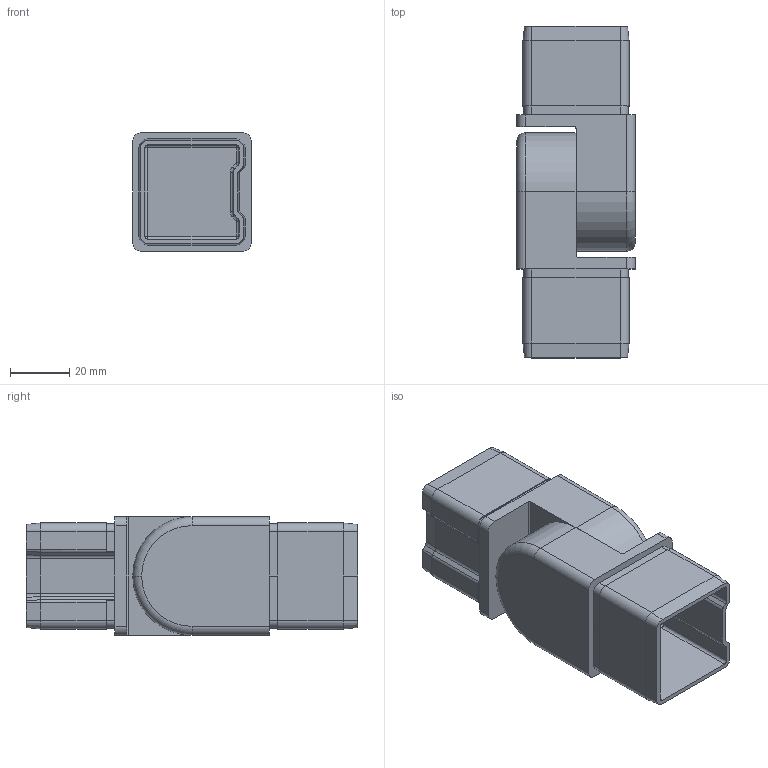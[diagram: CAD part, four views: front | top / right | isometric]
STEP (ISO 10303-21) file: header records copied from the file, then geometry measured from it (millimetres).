
FILE_DESCRIPTION (( 'STEP AP203' ), '1' );
FILE_NAME ('10114040-V2A.STEP', '2020-03-10T08:02:11', ( '' ), ( '' ), 'SwSTEP 2.0', 'SolidWorks 2015', '' );
FILE_SCHEMA (( 'CONFIG_CONTROL_DESIGN' ));
Length unit declared in the file: millimetre
Products named in the file (8): 10114040-V2A; 1011X0X0 Konfig Teil1; DIN 912 M8x20; 1011X0X0 Konfig Teil2; 1011X0X0 Konfig Teil2_10114040-V2A Teil2; 1011X0X0 Konfig Teil1_10114040-V2A Teil1; DIN 912 M8x20_DIN 912 M8x20
Assembly tree (4 placements, depth 2):
  10114040-V2A
    1011X0X0 Konfig Teil1_10114040-V2A Teil1
    1011X0X0 Konfig Teil2_10114040-V2A Teil2
    DIN 912 M8x20_DIN 912 M8x20
  10114040-V2A
    DIN 912 M8x20
  1011X0X0 Konfig Teil1
  1011X0X0 Konfig Teil2
Bounding box: 40 x 112 x 40 mm (x, y, z)
Volume: 69560.9 mm3; surface area: 38198.8 mm2
Topology: 3 solids, 3 shells, 484 faces, 1203 edges, 757 vertices
Faces by surface type: plane 275, bspline 81, cylinder 75, cone 24, torus 21, sphere 8
Full cylindrical faces by diameter (mm): 6.8 x1, 7.19 x1, 8.5 x1, 13 x1, 13.5 x1
Entity records: 19724 total; most frequent: CARTESIAN_POINT 8095, ORIENTED_EDGE 2324, DIRECTION 2029, EDGE_CURVE 1162, LINE 785, VECTOR 785, VERTEX_POINT 745, AXIS2_PLACEMENT_3D 622
